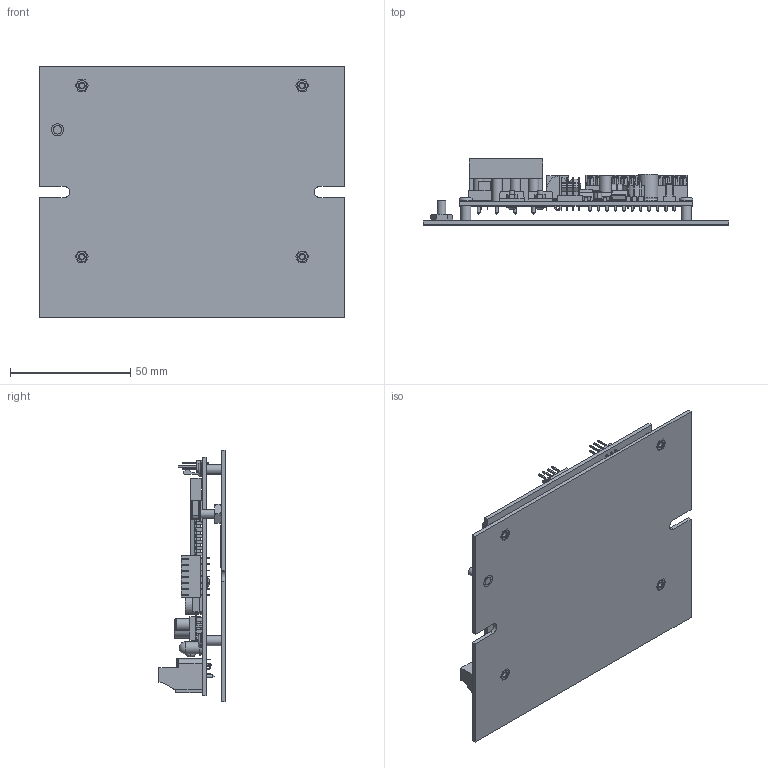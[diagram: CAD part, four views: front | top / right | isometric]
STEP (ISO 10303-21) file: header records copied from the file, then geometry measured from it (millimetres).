
FILE_DESCRIPTION(/* description */ ('Alibre Inc.'),/* implementation_level */ '2;1');
FILE_NAME(/* name */ 'export-82B4633E-FD9B-42B4-AAF4-CCD2C649C280',/* time_stamp */ '2022-01-18T15:26:10-05:00',/* author */ (''),/* organization */ (''),/* preprocessor_version */ 'ST-DEVELOPER v17',/* originating_system */ 'Alibre',/* authorisation */ '');
FILE_SCHEMA (('AUTOMOTIVE_DESIGN'));
Length unit declared in the file: inch
Products named in the file (32): ID_1
Bounding box: 127 x 27.52 x 104.78 mm (x, y, z)
Volume: 53357.1 mm3; surface area: 64497.4 mm2
Topology: 50 solids, 50 shells, 2406 faces, 6087 edges, 3886 vertices
Faces by surface type: plane 1892, cylinder 430, torus 44, cone 35, sphere 3, extrusion 2
Full cylindrical faces by diameter (mm): 1.001 x12, 1.006 x24, 1.067 x2, 1.118 x12, 1.219 x14, 1.295 x4, 1.499 x3, 1.575 x4, 1.694 x2, 2.156 x4, 2.184 x2, 2.261 x4, 2.489 x1, 2.54 x2, 2.642 x13, 2.845 x4, 2.946 x7, 3.175 x1, 3.48 x1, 3.505 x1, 3.607 x2, 3.859 x1, 4.064 x4, 4.115 x2, 4.191 x4, 4.216 x4, 5.004 x3, 5.08 x1, 5.526 x4, 6.195 x3
Entity records: 62738 total; most frequent: CARTESIAN_POINT 10981, ORIENTED_EDGE 10824, DIRECTION 8701, EDGE_CURVE 5412, VECTOR 4277, LINE 4275, VERTEX_POINT 3587, AXIS2_PLACEMENT_3D 3053
